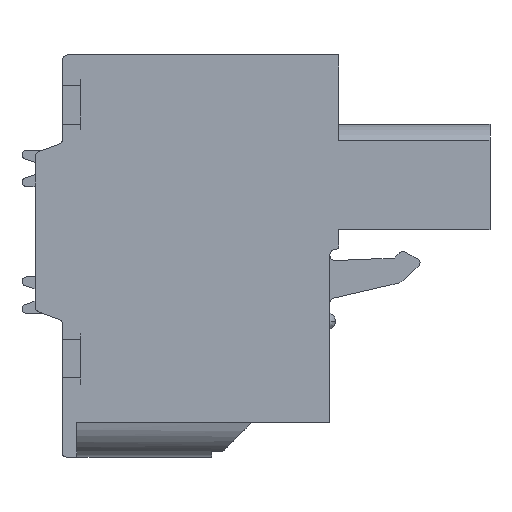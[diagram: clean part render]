
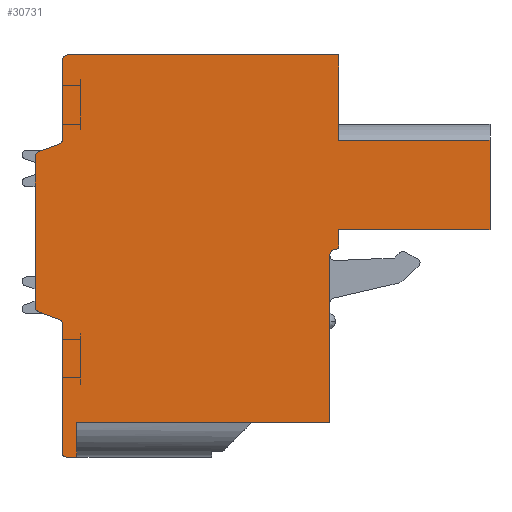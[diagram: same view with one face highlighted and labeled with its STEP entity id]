
A CAD part, front view. The second image highlights one B-rep face of the part: STEP entity #30731.
In plain terms, the highlighted planar face has unit normal (0, -1, 0).
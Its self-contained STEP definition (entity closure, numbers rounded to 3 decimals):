
#2775=DIRECTION('',(0.,0.,1.));
#2776=VECTOR('',#2775,4.7);
#2777=CARTESIAN_POINT('',(4.181,-121.82,6.775));
#2778=LINE('',#2777,#2776);
#2994=DIRECTION('',(-1.,0.,0.));
#2995=VECTOR('',#2994,8.3);
#2996=CARTESIAN_POINT('',(12.481,-121.82,6.775));
#2997=LINE('',#2996,#2995);
#2998=DIRECTION('',(0.,0.,-1.));
#2999=VECTOR('',#2998,4.9);
#3000=CARTESIAN_POINT('',(12.481,-121.82,6.775));
#3001=LINE('',#3000,#2999);
#3002=DIRECTION('',(-1.,0.,0.));
#3003=VECTOR('',#3002,8.3);
#3004=CARTESIAN_POINT('',(12.481,-121.82,1.875));
#3005=LINE('',#3004,#3003);
#3006=DIRECTION('',(0.,0.,-1.));
#3007=VECTOR('',#3006,0.901);
#3008=CARTESIAN_POINT('',(4.181,-121.82,1.875));
#3009=LINE('',#3008,#3007);
#3010=CARTESIAN_POINT('',(3.981,-121.82,0.974));
#3011=DIRECTION('',(0.,1.,0.));
#3012=DIRECTION('',(1.,0.,0.));
#3013=AXIS2_PLACEMENT_3D('',#3010,#3011,#3012);
#3015=CARTESIAN_POINT('',(3.981,-121.82,0.474));
#3016=DIRECTION('',(0.,-1.,0.));
#3017=DIRECTION('',(0.,0.,1.));
#3018=AXIS2_PLACEMENT_3D('',#3015,#3016,#3017);
#3020=DIRECTION('',(-1.,0.,0.));
#3021=VECTOR('',#3020,13.9);
#3022=CARTESIAN_POINT('',(3.681,-121.82,-8.725));
#3023=LINE('',#3022,#3021);
#3024=DIRECTION('',(0.,0.,-1.));
#3025=VECTOR('',#3024,1.9);
#3026=CARTESIAN_POINT('',(-10.219,-121.82,-8.725));
#3027=LINE('',#3026,#3025);
#3028=DIRECTION('',(-1.,0.,0.));
#3029=VECTOR('',#3028,0.6);
#3030=CARTESIAN_POINT('',(-10.219,-121.82,-10.625));
#3031=LINE('',#3030,#3029);
#3032=CARTESIAN_POINT('',(-10.819,-121.82,-10.425));
#3033=DIRECTION('',(0.,1.,0.));
#3034=DIRECTION('',(0.,0.,-1.));
#3035=AXIS2_PLACEMENT_3D('',#3032,#3033,#3034);
#3037=DIRECTION('',(0.,0.,1.));
#3038=VECTOR('',#3037,7.095);
#3039=CARTESIAN_POINT('',(-11.019,-121.82,-10.425));
#3040=LINE('',#3039,#3038);
#3041=CARTESIAN_POINT('',(-11.319,-121.82,-3.33));
#3042=DIRECTION('',(0.,-1.,0.));
#3043=DIRECTION('',(1.,0.,0.));
#3044=AXIS2_PLACEMENT_3D('',#3041,#3042,#3043);
#3046=DIRECTION('',(-0.94,0.,0.342));
#3047=VECTOR('',#3046,1.176);
#3048=CARTESIAN_POINT('',(-11.216,-121.82,-3.048));
#3049=LINE('',#3048,#3047);
#3050=CARTESIAN_POINT('',(-12.219,-121.82,-2.364));
#3051=DIRECTION('',(0.,1.,0.));
#3052=DIRECTION('',(-0.342,0.,-0.94));
#3053=AXIS2_PLACEMENT_3D('',#3050,#3051,#3052);
#3055=DIRECTION('',(0.,0.,1.));
#3056=VECTOR('',#3055,8.238);
#3057=CARTESIAN_POINT('',(-12.519,-121.82,-2.364));
#3058=LINE('',#3057,#3056);
#3059=CARTESIAN_POINT('',(-12.219,-121.82,5.874));
#3060=DIRECTION('',(0.,1.,0.));
#3061=DIRECTION('',(-1.,0.,0.));
#3062=AXIS2_PLACEMENT_3D('',#3059,#3060,#3061);
#3064=DIRECTION('',(0.94,0.,0.342));
#3065=VECTOR('',#3064,1.176);
#3066=CARTESIAN_POINT('',(-12.321,-121.82,6.156));
#3067=LINE('',#3066,#3065);
#3068=CARTESIAN_POINT('',(-11.319,-121.82,6.84));
#3069=DIRECTION('',(0.,-1.,0.));
#3070=DIRECTION('',(0.342,0.,-0.94));
#3071=AXIS2_PLACEMENT_3D('',#3068,#3069,#3070);
#3073=DIRECTION('',(0.,0.,1.));
#3074=VECTOR('',#3073,4.335);
#3075=CARTESIAN_POINT('',(-11.019,-121.82,6.84));
#3076=LINE('',#3075,#3074);
#3077=CARTESIAN_POINT('',(-10.719,-121.82,11.175));
#3078=DIRECTION('',(0.,1.,0.));
#3079=DIRECTION('',(-1.,0.,0.));
#3080=AXIS2_PLACEMENT_3D('',#3077,#3078,#3079);
#3082=DIRECTION('',(1.,0.,0.));
#3083=VECTOR('',#3082,14.9);
#3084=CARTESIAN_POINT('',(-10.719,-121.82,11.475));
#3085=LINE('',#3084,#3083);
#4430=DIRECTION('',(0.,0.,1.));
#4431=VECTOR('',#4430,9.199);
#4432=CARTESIAN_POINT('',(3.681,-121.82,-8.725));
#4433=LINE('',#4432,#4431);
#21914=CARTESIAN_POINT('',(-12.519,-121.82,-2.364));
#21915=CARTESIAN_POINT('',(-12.519,-121.82,5.874));
#21916=VERTEX_POINT('',#21914);
#21917=VERTEX_POINT('',#21915);
#21918=CARTESIAN_POINT('',(-12.321,-121.82,6.156));
#21919=VERTEX_POINT('',#21918);
#21920=CARTESIAN_POINT('',(-11.216,-121.82,6.558));
#21921=VERTEX_POINT('',#21920);
#21922=CARTESIAN_POINT('',(-11.019,-121.82,6.84));
#21923=VERTEX_POINT('',#21922);
#21924=CARTESIAN_POINT('',(-11.019,-121.82,11.175));
#21925=VERTEX_POINT('',#21924);
#21926=CARTESIAN_POINT('',(-10.719,-121.82,11.475));
#21927=VERTEX_POINT('',#21926);
#21928=CARTESIAN_POINT('',(4.181,-121.82,11.475));
#21929=VERTEX_POINT('',#21928);
#21930=CARTESIAN_POINT('',(3.681,-121.82,-8.725));
#21931=CARTESIAN_POINT('',(-10.219,-121.82,-8.725));
#21932=VERTEX_POINT('',#21930);
#21933=VERTEX_POINT('',#21931);
#21934=CARTESIAN_POINT('',(-10.219,-121.82,-10.625));
#21935=VERTEX_POINT('',#21934);
#21936=CARTESIAN_POINT('',(-10.819,-121.82,-10.625));
#21937=VERTEX_POINT('',#21936);
#21938=CARTESIAN_POINT('',(-11.019,-121.82,-10.425));
#21939=VERTEX_POINT('',#21938);
#21940=CARTESIAN_POINT('',(-11.019,-121.82,-3.33));
#21941=VERTEX_POINT('',#21940);
#21942=CARTESIAN_POINT('',(-11.216,-121.82,-3.048));
#21943=VERTEX_POINT('',#21942);
#21944=CARTESIAN_POINT('',(-12.321,-121.82,-2.646));
#21945=VERTEX_POINT('',#21944);
#21956=CARTESIAN_POINT('',(4.181,-121.82,0.974));
#21957=CARTESIAN_POINT('',(3.981,-121.82,0.774));
#21958=VERTEX_POINT('',#21956);
#21959=VERTEX_POINT('',#21957);
#21960=CARTESIAN_POINT('',(4.181,-121.82,1.875));
#21961=VERTEX_POINT('',#21960);
#21962=CARTESIAN_POINT('',(3.681,-121.82,0.474));
#21963=VERTEX_POINT('',#21962);
#21964=CARTESIAN_POINT('',(12.481,-121.82,1.875));
#21965=VERTEX_POINT('',#21964);
#23199=CARTESIAN_POINT('',(4.181,-121.82,6.775));
#23201=VERTEX_POINT('',#23199);
#23204=CARTESIAN_POINT('',(12.481,-121.82,6.775));
#23205=VERTEX_POINT('',#23204);
#30681=CARTESIAN_POINT('',(0.,-121.82,0.));
#30682=DIRECTION('',(0.,1.,0.));
#30683=DIRECTION('',(1.,0.,0.));
#30684=AXIS2_PLACEMENT_3D('',#30681,#30682,#30683);
#30685=PLANE('',#30684);
#30686=ORIENTED_EDGE('',*,*,#30568,.F.);
#30687=ORIENTED_EDGE('',*,*,#28897,.T.);
#30689=ORIENTED_EDGE('',*,*,#30688,.T.);
#30691=ORIENTED_EDGE('',*,*,#30690,.T.);
#30693=ORIENTED_EDGE('',*,*,#30692,.T.);
#30695=ORIENTED_EDGE('',*,*,#30694,.T.);
#30697=ORIENTED_EDGE('',*,*,#30696,.F.);
#30699=ORIENTED_EDGE('',*,*,#30698,.T.);
#30701=ORIENTED_EDGE('',*,*,#30700,.T.);
#30703=ORIENTED_EDGE('',*,*,#30702,.T.);
#30705=ORIENTED_EDGE('',*,*,#30704,.T.);
#30707=ORIENTED_EDGE('',*,*,#30706,.T.);
#30709=ORIENTED_EDGE('',*,*,#30708,.T.);
#30711=ORIENTED_EDGE('',*,*,#30710,.T.);
#30713=ORIENTED_EDGE('',*,*,#30712,.T.);
#30715=ORIENTED_EDGE('',*,*,#30714,.T.);
#30717=ORIENTED_EDGE('',*,*,#30716,.T.);
#30719=ORIENTED_EDGE('',*,*,#30718,.T.);
#30721=ORIENTED_EDGE('',*,*,#30720,.T.);
#30723=ORIENTED_EDGE('',*,*,#30722,.T.);
#30725=ORIENTED_EDGE('',*,*,#30724,.T.);
#30727=ORIENTED_EDGE('',*,*,#30726,.T.);
#30728=ORIENTED_EDGE('',*,*,#30582,.F.);
#30729=EDGE_LOOP('',(#30686,#30687,#30689,#30691,#30693,#30695,#30697,#30699,
#30701,#30703,#30705,#30707,#30709,#30711,#30713,#30715,#30717,#30719,#30721,
#30723,#30725,#30727,#30728));
#30730=FACE_OUTER_BOUND('',#30729,.F.);
#30731=ADVANCED_FACE('',(#30730),#30685,.F.);
#3014=CIRCLE('',#3013,0.2);
#3019=CIRCLE('',#3018,0.3);
#3036=CIRCLE('',#3035,0.2);
#3045=CIRCLE('',#3044,0.3);
#3054=CIRCLE('',#3053,0.3);
#3063=CIRCLE('',#3062,0.3);
#3072=CIRCLE('',#3071,0.3);
#3081=CIRCLE('',#3080,0.3);
#28897=EDGE_CURVE('',#23205,#21965,#3001,.T.);
#30568=EDGE_CURVE('',#23205,#23201,#2997,.T.);
#30582=EDGE_CURVE('',#23201,#21929,#2778,.T.);
#30688=EDGE_CURVE('',#21965,#21961,#3005,.T.);
#30690=EDGE_CURVE('',#21961,#21958,#3009,.T.);
#30692=EDGE_CURVE('',#21958,#21959,#3014,.T.);
#30694=EDGE_CURVE('',#21959,#21963,#3019,.T.);
#30696=EDGE_CURVE('',#21932,#21963,#4433,.T.);
#30698=EDGE_CURVE('',#21932,#21933,#3023,.T.);
#30700=EDGE_CURVE('',#21933,#21935,#3027,.T.);
#30702=EDGE_CURVE('',#21935,#21937,#3031,.T.);
#30704=EDGE_CURVE('',#21937,#21939,#3036,.T.);
#30706=EDGE_CURVE('',#21939,#21941,#3040,.T.);
#30708=EDGE_CURVE('',#21941,#21943,#3045,.T.);
#30710=EDGE_CURVE('',#21943,#21945,#3049,.T.);
#30712=EDGE_CURVE('',#21945,#21916,#3054,.T.);
#30714=EDGE_CURVE('',#21916,#21917,#3058,.T.);
#30716=EDGE_CURVE('',#21917,#21919,#3063,.T.);
#30718=EDGE_CURVE('',#21919,#21921,#3067,.T.);
#30720=EDGE_CURVE('',#21921,#21923,#3072,.T.);
#30722=EDGE_CURVE('',#21923,#21925,#3076,.T.);
#30724=EDGE_CURVE('',#21925,#21927,#3081,.T.);
#30726=EDGE_CURVE('',#21927,#21929,#3085,.T.);
